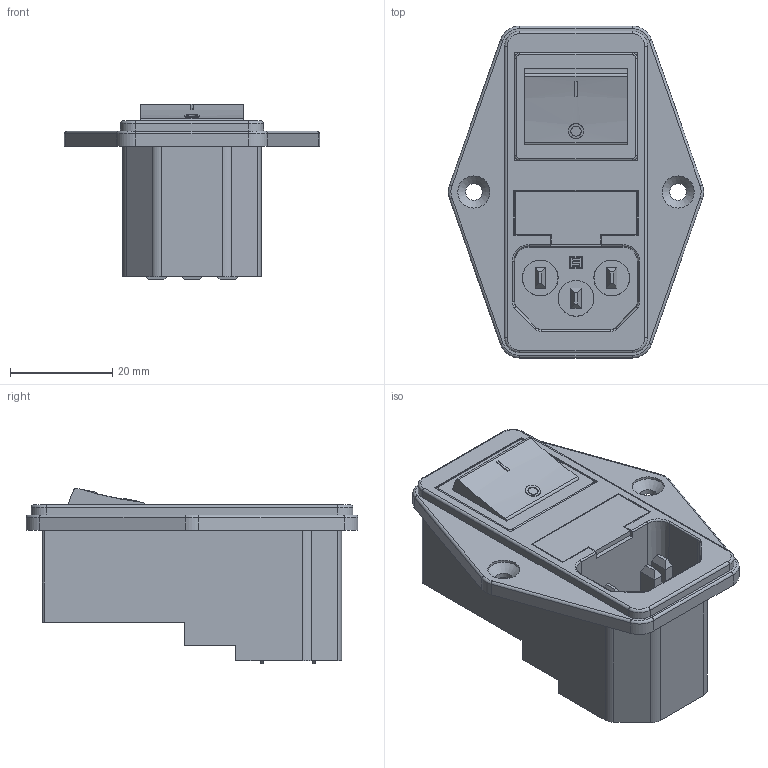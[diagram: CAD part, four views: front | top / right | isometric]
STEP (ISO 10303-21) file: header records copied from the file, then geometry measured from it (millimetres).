
FILE_DESCRIPTION(/* description */ (''),/* implementation_level */ '2;1');
FILE_NAME(/* name */ 'Schurter - 4304.6071 Power Entry Connector Receptacle wth Fuse',/* time_stamp */ '2023-11-06T12:44:22-08:00',/* author */ ('Current Lighting'),/* organization */ ('Current Lighting'),/* preprocessor_version */ 'ST-DEVELOPER v16.7',/* originating_system */ 'DEX',/* authorisation */ $);
FILE_SCHEMA (('AUTOMOTIVE_DESIGN {1 0 10303 214 3 1 1}'));
Length unit declared in the file: millimetre
Products named in the file (1): Schurter - 4304.6071 Power Entry Connector Receptacle wth Fuse
Bounding box: 50 x 65 x 34.43 mm (x, y, z)
Volume: 25188.8 mm3; surface area: 18642.8 mm2
Topology: 1 solids, 3 shells, 792 faces, 2111 edges, 1373 vertices
Faces by surface type: plane 545, cylinder 153, bspline 59, torus 24, cone 11
Full cylindrical faces by diameter (mm): 1.4 x9, 1.6 x2, 2 x3, 2.12 x2, 2.596 x1, 2.995 x1, 3 x1, 3.2 x2, 3.25 x2, 5 x1, 6.3 x2
Entity records: 31798 total; most frequent: CARTESIAN_POINT 6947, ORIENTED_EDGE 4128, DIRECTION 3666, EDGE_CURVE 2064, LINE 1566, VECTOR 1566, VERTEX_POINT 1361, AXIS2_PLACEMENT_3D 1050
